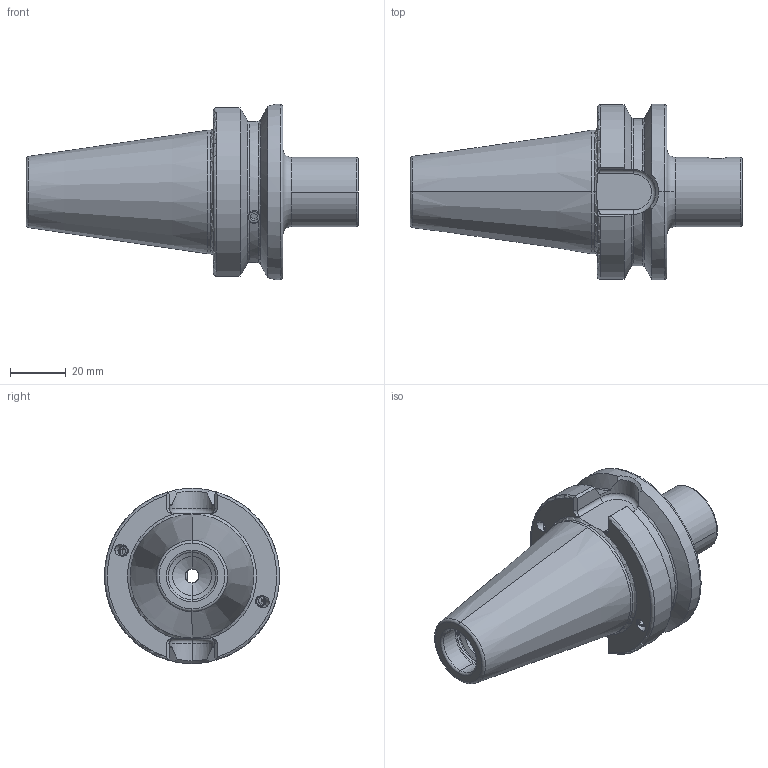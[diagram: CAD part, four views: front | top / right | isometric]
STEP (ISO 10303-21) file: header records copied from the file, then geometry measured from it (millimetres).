
FILE_DESCRIPTION (( 'STEP AP214' ), '1' );
FILE_NAME ('BB4-WH2.K01.054.STEP', '2016-05-23T12:07:53', ( 'SWIAdmin' ), ( 'Hewlett-Packard Company' ), 'SwSTEP 2.0', 'SolidWorks 2015', '' );
FILE_SCHEMA (( 'AUTOMOTIVE_DESIGN' ));
Length unit declared in the file: millimetre
Products named in the file (5): WH2-ER1.001.010; ISO 4026 - M4 x 3_PreviewCfg; ISO 4026 - M5 x 4_PreviewCfg; BB4-WH2.K01.054_B; BB4-WH2.K01.054
Assembly tree (5 placements, depth 2):
  BB4-WH2.K01.054
    BB4-WH2.K01.054_B
    ISO 4026 - M5 x 4_PreviewCfg
    ISO 4026 - M4 x 3_PreviewCfg  x2
    WH2-ER1.001.010
Bounding box: 119.4 x 63 x 63 mm (x, y, z)
Volume: 135553 mm3; surface area: 25428.5 mm2
Topology: 5 solids, 5 shells, 183 faces, 446 edges, 272 vertices
Faces by surface type: cylinder 56, plane 56, cone 34, torus 33, bspline 4
Entity records: 6036 total; most frequent: CARTESIAN_POINT 1800, ORIENTED_EDGE 824, DIRECTION 815, EDGE_CURVE 412, AXIS2_PLACEMENT_3D 322, VERTEX_POINT 252, EDGE_LOOP 178, LINE 171
